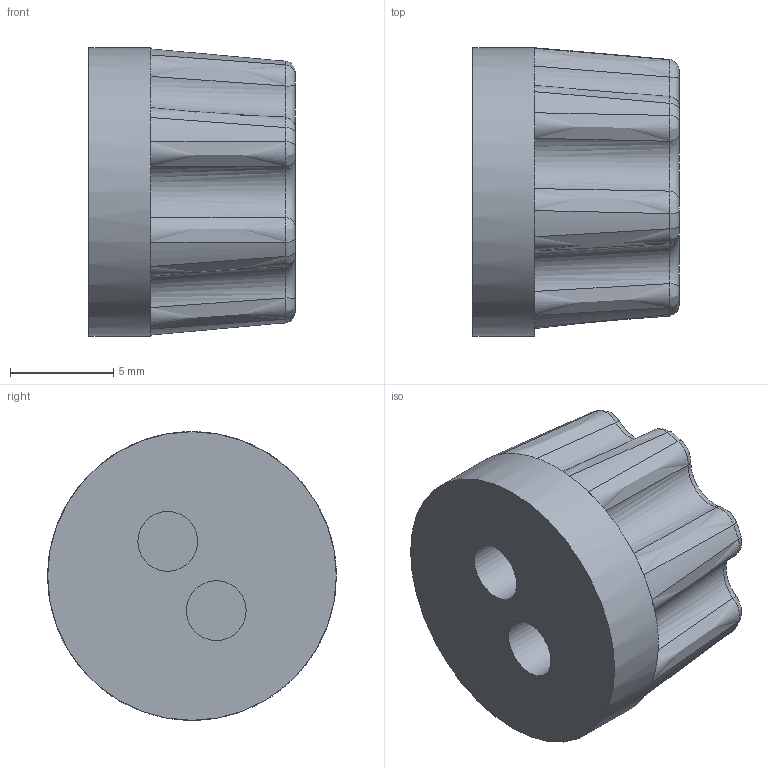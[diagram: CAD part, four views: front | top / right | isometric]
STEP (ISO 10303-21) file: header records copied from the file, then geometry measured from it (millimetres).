
FILE_DESCRIPTION(/* description */ (''),/* implementation_level */ '2;1');
FILE_NAME(/* name */ 'Multi-Turn Potentiometer.step',/* time_stamp */ '2021-03-29T23:22:39+06:00',/* author */ (''),/* organization */ (''),/* preprocessor_version */ 'ST-DEVELOPER v18.1',/* originating_system */ 'Autodesk Translation Framework v9.10.0.1330',/* authorisation */ '');
FILE_SCHEMA (('AUTOMOTIVE_DESIGN { 1 0 10303 214 3 1 1 }'));
Length unit declared in the file: millimetre
Products named in the file (2): cover; knob
Assembly tree (1 placements, depth 2):
  cover
    knob
Bounding box: 10 x 14 x 14 mm (x, y, z)
Volume: 1159.4 mm3; surface area: 878.8 mm2
Topology: 1 solids, 1 shells, 70 faces, 156 edges, 90 vertices
Faces by surface type: bspline 42, plane 11, torus 7, cone 7, cylinder 3
Full cylindrical faces by diameter (mm): 2.9 x2, 14 x1
Entity records: 3373 total; most frequent: CARTESIAN_POINT 1999, ORIENTED_EDGE 312, DIRECTION 203, EDGE_CURVE 156, AXIS2_PLACEMENT_3D 100, VERTEX_POINT 90, B_SPLINE_CURVE_WITH_KNOTS 84, EDGE_LOOP 72
